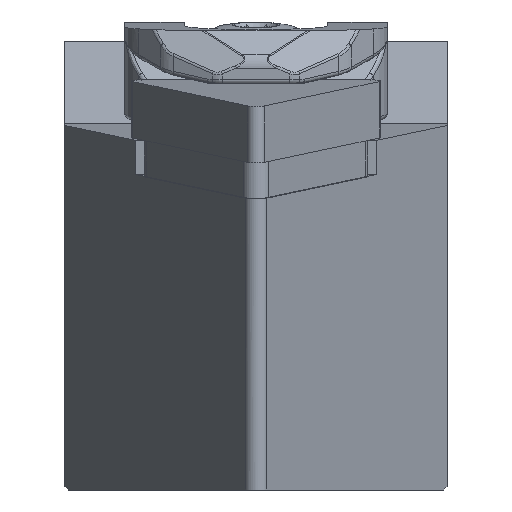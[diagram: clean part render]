
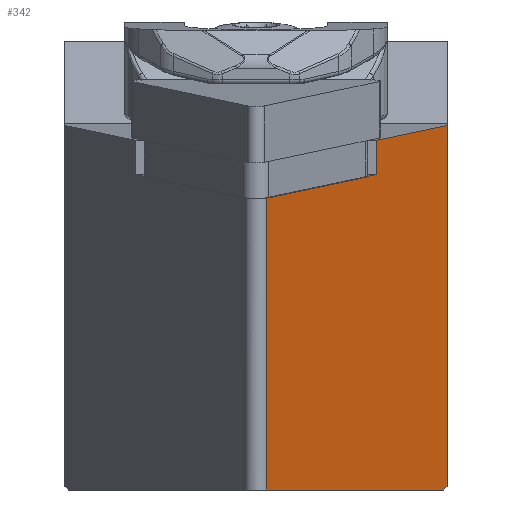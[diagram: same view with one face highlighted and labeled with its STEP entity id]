
A CAD part, left-side view. The second image highlights one B-rep face of the part: STEP entity #342.
In plain terms, the highlighted planar face has unit normal (-0.496, -0.866, -0.061).
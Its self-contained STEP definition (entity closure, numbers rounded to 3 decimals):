
#342=ADVANCED_FACE('',(#590),#513,.F.);
#513=PLANE('',#3013);
#590=FACE_OUTER_BOUND('',#755,.T.);
#755=EDGE_LOOP('',(#956,#957,#958,#959,#960,#961,#962,#963));
#956=ORIENTED_EDGE('',*,*,#2099,.F.);
#957=ORIENTED_EDGE('',*,*,#2100,.F.);
#958=ORIENTED_EDGE('',*,*,#2101,.F.);
#959=ORIENTED_EDGE('',*,*,#2102,.F.);
#960=ORIENTED_EDGE('',*,*,#2103,.F.);
#961=ORIENTED_EDGE('',*,*,#2104,.F.);
#962=ORIENTED_EDGE('',*,*,#2105,.F.);
#963=ORIENTED_EDGE('',*,*,#2106,.F.);
#1824=VERTEX_POINT('',#4215);
#1825=VERTEX_POINT('',#4216);
#1826=VERTEX_POINT('',#4218);
#1827=VERTEX_POINT('',#4220);
#1828=VERTEX_POINT('',#4222);
#1829=VERTEX_POINT('',#4224);
#1830=VERTEX_POINT('',#4226);
#1831=VERTEX_POINT('',#4228);
#2099=EDGE_CURVE('',#1824,#1825,#2536,.T.);
#2100=EDGE_CURVE('',#1826,#1824,#2537,.T.);
#2101=EDGE_CURVE('',#1827,#1826,#2538,.T.);
#2102=EDGE_CURVE('',#1828,#1827,#2539,.T.);
#2103=EDGE_CURVE('',#1829,#1828,#2540,.T.);
#2104=EDGE_CURVE('',#1830,#1829,#2541,.T.);
#2105=EDGE_CURVE('',#1831,#1830,#2542,.T.);
#2106=EDGE_CURVE('',#1825,#1831,#2543,.T.);
#2536=LINE('',#4214,#2784);
#2537=LINE('',#4217,#2785);
#2538=LINE('',#4219,#2786);
#2539=LINE('',#4221,#2787);
#2540=LINE('',#4223,#2788);
#2541=LINE('',#4225,#2789);
#2542=LINE('',#4227,#2790);
#2543=LINE('',#4229,#2791);
#2784=VECTOR('',#3342,1.);
#2785=VECTOR('',#3343,1.);
#2786=VECTOR('',#3344,1.);
#2787=VECTOR('',#3345,1.);
#2788=VECTOR('',#3346,1.);
#2789=VECTOR('',#3347,1.);
#2790=VECTOR('',#3348,1.);
#2791=VECTOR('',#3349,1.);
#3013=AXIS2_PLACEMENT_3D('',#4230,#3350,#3351);
#3342=DIRECTION('',(0.86,-0.5,0.106));
#3343=DIRECTION('',(-0.122,0.,0.993));
#3344=DIRECTION('',(0.86,-0.5,0.106));
#3345=DIRECTION('',(0.86,-0.5,0.106));
#3346=DIRECTION('',(-0.122,0.,0.993));
#3347=DIRECTION('',(-0.868,0.497,0.));
#3348=DIRECTION('',(-0.754,0.465,-0.465));
#3349=DIRECTION('',(0.122,0.,-0.993));
#3350=DIRECTION('',(0.496,0.866,0.061));
#3351=DIRECTION('',(-0.868,0.497,0.));
#4214=CARTESIAN_POINT('',(29.413,-32.,-1.487));
#4215=CARTESIAN_POINT('',(19.177,-26.046,-2.743));
#4216=CARTESIAN_POINT('',(29.413,-32.,-1.487));
#4217=CARTESIAN_POINT('',(23.435,-26.046,-37.423));
#4218=CARTESIAN_POINT('',(19.528,-26.046,-5.602));
#4219=CARTESIAN_POINT('',(29.764,-32.,-4.345));
#4220=CARTESIAN_POINT('',(18.312,-25.338,-5.751));
#4221=CARTESIAN_POINT('',(29.764,-32.,-4.345));
#4222=CARTESIAN_POINT('',(3.747,-16.866,-7.54));
#4223=CARTESIAN_POINT('',(7.654,-16.866,-39.361));
#4224=CARTESIAN_POINT('',(6.75,-16.866,-32.));
#4225=CARTESIAN_POINT('',(33.545,-32.221,-32.));
#4226=CARTESIAN_POINT('',(32.636,-31.7,-32.));
#4227=CARTESIAN_POINT('',(31.87,-31.228,-32.472));
#4228=CARTESIAN_POINT('',(33.123,-32.,-31.7));
#4229=CARTESIAN_POINT('',(33.671,-32.,-36.166));
#4230=CARTESIAN_POINT('',(33.671,-32.,-36.166));
